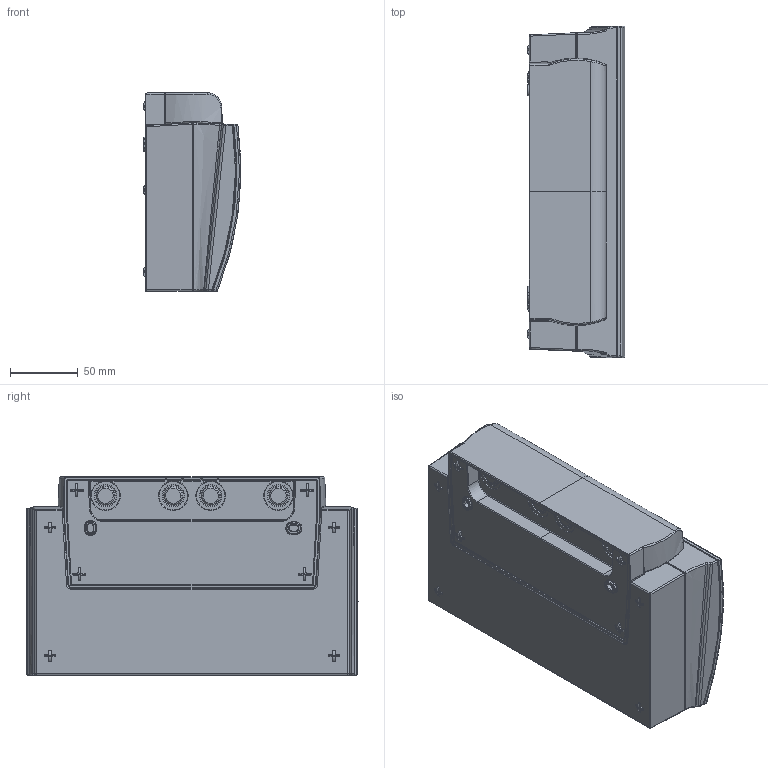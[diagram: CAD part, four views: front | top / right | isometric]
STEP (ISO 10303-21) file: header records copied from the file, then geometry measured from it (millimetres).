
FILE_DESCRIPTION('');
FILE_NAME('');
FILE_SCHEMA(('CONFIG_CONTROL_DESIGN'));
Length unit declared in the file: millimetre
Products named in the file (1): EN10061806
Bounding box: 72.23 x 245.09 x 146.52 mm (x, y, z)
Volume: 2115627.5 mm3; surface area: 228068.9 mm2
Topology: 3 solids, 3 shells, 629 faces, 1527 edges, 896 vertices
Faces by surface type: cylinder 212, plane 195, bspline 98, torus 70, sphere 24, revolution 16, cone 8, extrusion 6
Entity records: 22696 total; most frequent: CARTESIAN_POINT 9841, ORIENTED_EDGE 2990, DIRECTION 1925, EDGE_CURVE 1495, AXIS2_PLACEMENT_3D 918, VERTEX_POINT 896, EDGE_LOOP 653, ADVANCED_FACE 629
